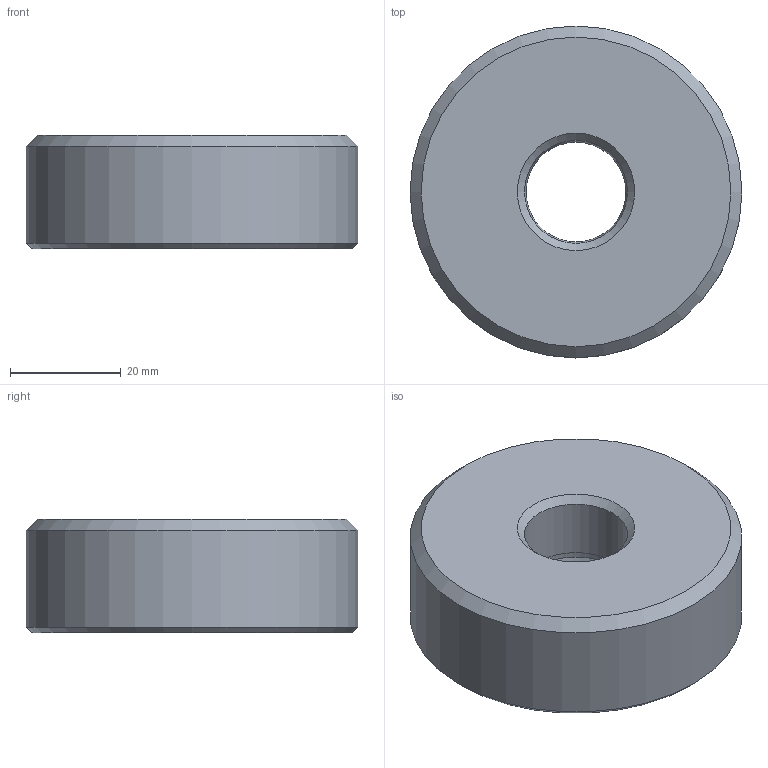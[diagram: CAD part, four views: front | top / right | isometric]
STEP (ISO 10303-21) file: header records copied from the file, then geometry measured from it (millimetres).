
FILE_DESCRIPTION( ( 'STEP für Lieferant' ), '1' );
FILE_NAME( '10324476.stp', '14.11..2018', ( 'bod' ), ( 'Baumer Electric AG, CH-8501 Frauenfeld' ), 'PSStep 19.0.9', 'SolidEdge ST9', ' ' );
FILE_SCHEMA( ( 'AUTOMOTIVE_DESIGN { 1 0 10303 214 1 1 1 1 }' ) );
Length unit declared in the file: millimetre
Products named in the file (1): 1
Bounding box: 60 x 60 x 20.5 mm (x, y, z)
Volume: 51980.8 mm3; surface area: 9800.4 mm2
Topology: 1 solids, 1 shells, 10 faces, 21 edges, 13 vertices
Faces by surface type: cylinder 4, cone 4, plane 2
Full cylindrical faces by diameter (mm): 18.04 x1, 18.631 x2, 60 x1
Entity records: 304 total; most frequent: DIRECTION 42, CARTESIAN_POINT 31, AXIS2_PLACEMENT_3D 21, EDGE_LOOP 20, ORIENTED_EDGE 20, FACE_OUTER_BOUND 14, STYLED_ITEM 10, PRESENTATION_STYLE_ASSIGNMENT 10
